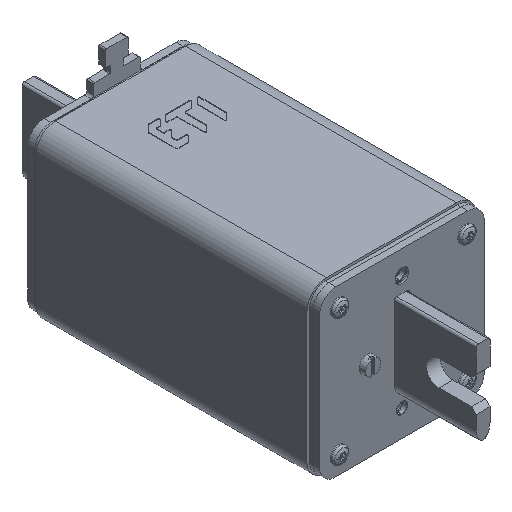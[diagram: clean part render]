
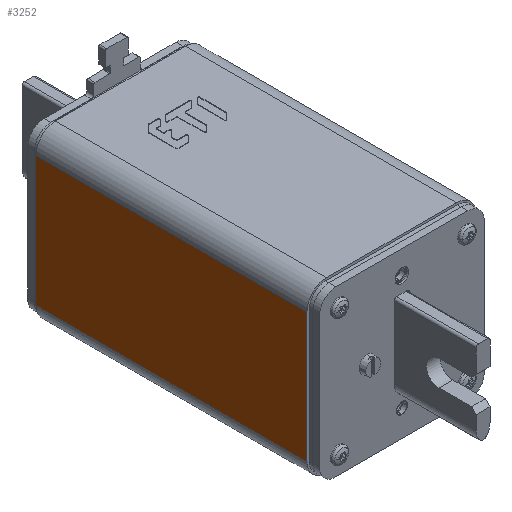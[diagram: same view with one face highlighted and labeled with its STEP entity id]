
A CAD part, isometric view. The second image highlights one B-rep face of the part: STEP entity #3252.
In plain terms, the highlighted face is planar.
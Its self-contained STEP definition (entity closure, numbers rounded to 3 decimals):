
#210=DIRECTION('',(-1.,0.,0.));
#211=VECTOR('',#210,117.);
#212=CARTESIAN_POINT('',(58.5,-28.,-36.5));
#213=LINE('',#212,#211);
#561=DIRECTION('',(1.,0.,0.));
#562=VECTOR('',#561,117.);
#563=CARTESIAN_POINT('',(-58.5,28.,-36.5));
#564=LINE('',#563,#562);
#575=DIRECTION('',(0.,-1.,0.));
#576=VECTOR('',#575,56.);
#577=CARTESIAN_POINT('',(-58.5,28.,-36.5));
#578=LINE('',#577,#576);
#635=DIRECTION('',(0.,-1.,0.));
#636=VECTOR('',#635,56.);
#637=CARTESIAN_POINT('',(58.5,28.,-36.5));
#638=LINE('',#637,#636);
#2554=CARTESIAN_POINT('',(-58.5,-28.,-36.5));
#2556=VERTEX_POINT('',#2554);
#2557=CARTESIAN_POINT('',(-58.5,28.,-36.5));
#2558=VERTEX_POINT('',#2557);
#2585=CARTESIAN_POINT('',(58.5,-28.,-36.5));
#2587=VERTEX_POINT('',#2585);
#2599=CARTESIAN_POINT('',(58.5,28.,-36.5));
#2600=VERTEX_POINT('',#2599);
#3240=CARTESIAN_POINT('',(-58.5,-36.5,-36.5));
#3241=DIRECTION('',(0.,0.,-1.));
#3242=DIRECTION('',(0.,1.,0.));
#3243=AXIS2_PLACEMENT_3D('',#3240,#3241,#3242);
#3244=PLANE('',#3243);
#3245=ORIENTED_EDGE('',*,*,#3039,.F.);
#3247=ORIENTED_EDGE('',*,*,#3246,.F.);
#3248=ORIENTED_EDGE('',*,*,#3232,.F.);
#3249=ORIENTED_EDGE('',*,*,#2988,.T.);
#3250=EDGE_LOOP('',(#3245,#3247,#3248,#3249));
#3251=FACE_OUTER_BOUND('',#3250,.F.);
#2988=EDGE_CURVE('',#2558,#2556,#578,.T.);
#3039=EDGE_CURVE('',#2587,#2556,#213,.T.);
#3232=EDGE_CURVE('',#2558,#2600,#564,.T.);
#3246=EDGE_CURVE('',#2600,#2587,#638,.T.);
#3252=ADVANCED_FACE('',(#3251),#3244,.T.);
